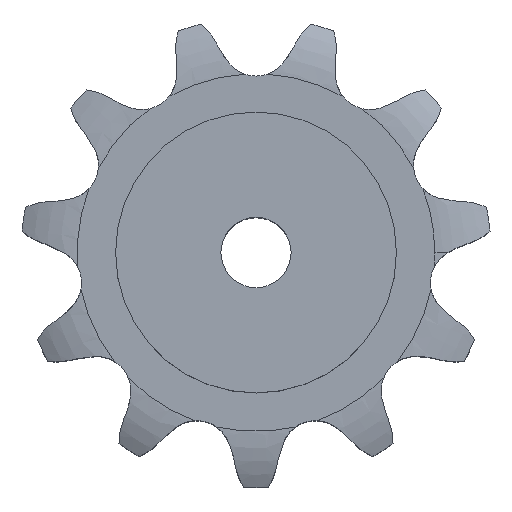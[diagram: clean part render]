
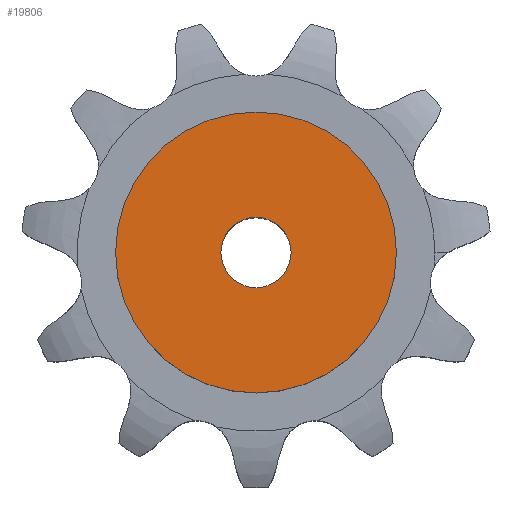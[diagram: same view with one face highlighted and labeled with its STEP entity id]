
A CAD part, top view. The second image highlights one B-rep face of the part: STEP entity #19806.
In plain terms, the highlighted planar face has unit normal (0, 0, 1).
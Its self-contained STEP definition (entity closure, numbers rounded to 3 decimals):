
#10700 = CYLINDRICAL_SURFACE('',#10701,15.);
#10701 = AXIS2_PLACEMENT_3D('',#10702,#10703,#10704);
#10702 = CARTESIAN_POINT('',(0.,0.,366.796));
#10703 = DIRECTION('',(0.,0.,1.));
#10704 = DIRECTION('',(1.,0.,0.));
#13487 = EDGE_CURVE('',#13488,#13488,#13490,.T.);
#13488 = VERTEX_POINT('',#13489);
#13489 = CARTESIAN_POINT('',(15.,0.,120.));
#13490 = SURFACE_CURVE('',#13491,(#13496,#13503),.PCURVE_S1.);
#13491 = CIRCLE('',#13492,15.);
#13492 = AXIS2_PLACEMENT_3D('',#13493,#13494,#13495);
#13493 = CARTESIAN_POINT('',(0.,0.,120.));
#13494 = DIRECTION('',(0.,0.,1.));
#13495 = DIRECTION('',(1.,0.,0.));
#13496 = PCURVE('',#10700,#13497);
#13497 = DEFINITIONAL_REPRESENTATION('',(#13498),#13502);
#13498 = LINE('',#13499,#13500);
#13499 = CARTESIAN_POINT('',(0.,-246.796));
#13500 = VECTOR('',#13501,1.);
#13501 = DIRECTION('',(1.,0.));
#13502 = ( GEOMETRIC_REPRESENTATION_CONTEXT(2) 
PARAMETRIC_REPRESENTATION_CONTEXT() REPRESENTATION_CONTEXT('2D SPACE',''
  ) );
#13503 = PCURVE('',#13504,#13509);
#13504 = PLANE('',#13505);
#13505 = AXIS2_PLACEMENT_3D('',#13506,#13507,#13508);
#13506 = CARTESIAN_POINT('',(0.,0.,120.
    ));
#13507 = DIRECTION('',(0.,0.,1.));
#13508 = DIRECTION('',(1.,0.,0.));
#13509 = DEFINITIONAL_REPRESENTATION('',(#13510),#13514);
#13510 = CIRCLE('',#13511,15.);
#13511 = AXIS2_PLACEMENT_2D('',#13512,#13513);
#13512 = CARTESIAN_POINT('',(0.,0.));
#13513 = DIRECTION('',(1.,0.));
#13514 = ( GEOMETRIC_REPRESENTATION_CONTEXT(2) 
PARAMETRIC_REPRESENTATION_CONTEXT() REPRESENTATION_CONTEXT('2D SPACE',''
  ) );
#19806 = ADVANCED_FACE('',(#19807,#19838),#13504,.T.);
#19807 = FACE_BOUND('',#19808,.T.);
#19808 = EDGE_LOOP('',(#19809));
#19809 = ORIENTED_EDGE('',*,*,#19810,.T.);
#19810 = EDGE_CURVE('',#19811,#19811,#19813,.T.);
#19811 = VERTEX_POINT('',#19812);
#19812 = CARTESIAN_POINT('',(60.,0.,120.));
#19813 = SURFACE_CURVE('',#19814,(#19819,#19826),.PCURVE_S1.);
#19814 = CIRCLE('',#19815,60.);
#19815 = AXIS2_PLACEMENT_3D('',#19816,#19817,#19818);
#19816 = CARTESIAN_POINT('',(0.,0.,120.));
#19817 = DIRECTION('',(0.,0.,1.));
#19818 = DIRECTION('',(1.,0.,0.));
#19819 = PCURVE('',#13504,#19820);
#19820 = DEFINITIONAL_REPRESENTATION('',(#19821),#19825);
#19821 = CIRCLE('',#19822,60.);
#19822 = AXIS2_PLACEMENT_2D('',#19823,#19824);
#19823 = CARTESIAN_POINT('',(0.,0.));
#19824 = DIRECTION('',(1.,0.));
#19825 = ( GEOMETRIC_REPRESENTATION_CONTEXT(2) 
PARAMETRIC_REPRESENTATION_CONTEXT() REPRESENTATION_CONTEXT('2D SPACE',''
  ) );
#19826 = PCURVE('',#19827,#19832);
#19827 = CYLINDRICAL_SURFACE('',#19828,60.);
#19828 = AXIS2_PLACEMENT_3D('',#19829,#19830,#19831);
#19829 = CARTESIAN_POINT('',(0.,0.,0.));
#19830 = DIRECTION('',(-0.,-0.,-1.));
#19831 = DIRECTION('',(1.,0.,0.));
#19832 = DEFINITIONAL_REPRESENTATION('',(#19833),#19837);
#19833 = LINE('',#19834,#19835);
#19834 = CARTESIAN_POINT('',(-0.,-120.));
#19835 = VECTOR('',#19836,1.);
#19836 = DIRECTION('',(-1.,0.));
#19837 = ( GEOMETRIC_REPRESENTATION_CONTEXT(2) 
PARAMETRIC_REPRESENTATION_CONTEXT() REPRESENTATION_CONTEXT('2D SPACE',''
  ) );
#19838 = FACE_BOUND('',#19839,.T.);
#19839 = EDGE_LOOP('',(#19840));
#19840 = ORIENTED_EDGE('',*,*,#13487,.F.);
